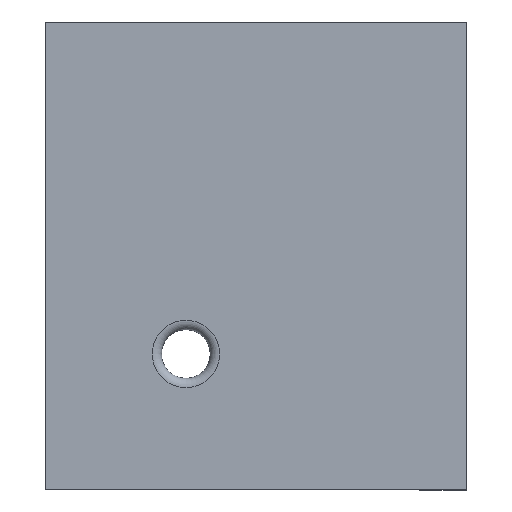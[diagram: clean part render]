
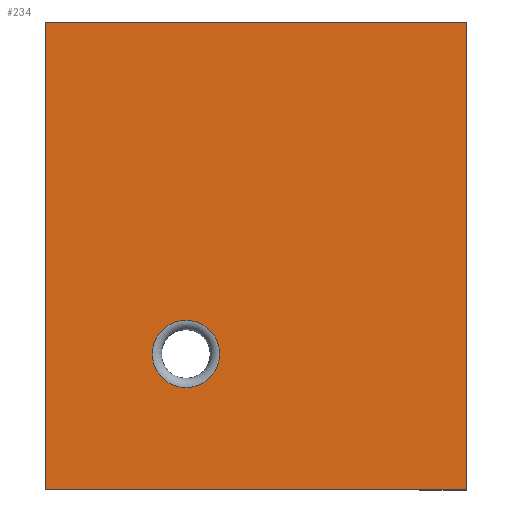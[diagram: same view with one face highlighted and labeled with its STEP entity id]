
A CAD part, top view. The second image highlights one B-rep face of the part: STEP entity #234.
In plain terms, the highlighted planar face has unit normal (0, 0, 1).
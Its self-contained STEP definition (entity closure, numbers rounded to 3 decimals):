
#15=FACE_BOUND('',#94,.T.);
#17=PLANE('',#266);
#28=LINE('',#362,#53);
#29=LINE('',#364,#54);
#30=LINE('',#366,#55);
#31=LINE('',#367,#56);
#53=VECTOR('',#298,10.);
#54=VECTOR('',#299,10.);
#55=VECTOR('',#300,10.);
#56=VECTOR('',#301,10.);
#80=FACE_OUTER_BOUND('',#93,.T.);
#93=EDGE_LOOP('',(#176,#177,#178,#179));
#94=EDGE_LOOP('',(#180));
#106=CIRCLE('',#260,3.6);
#113=VERTEX_POINT('',#348);
#117=VERTEX_POINT('',#360);
#118=VERTEX_POINT('',#361);
#119=VERTEX_POINT('',#363);
#120=VERTEX_POINT('',#365);
#134=EDGE_CURVE('',#113,#113,#106,.T.);
#140=EDGE_CURVE('',#117,#118,#28,.T.);
#141=EDGE_CURVE('',#117,#119,#29,.T.);
#142=EDGE_CURVE('',#119,#120,#30,.T.);
#143=EDGE_CURVE('',#118,#120,#31,.T.);
#176=ORIENTED_EDGE('',*,*,#140,.F.);
#177=ORIENTED_EDGE('',*,*,#141,.T.);
#178=ORIENTED_EDGE('',*,*,#142,.T.);
#179=ORIENTED_EDGE('',*,*,#143,.F.);
#180=ORIENTED_EDGE('',*,*,#134,.F.);
#234=ADVANCED_FACE('',(#80,#15),#17,.T.);
#260=AXIS2_PLACEMENT_3D('',#349,#283,#284);
#266=AXIS2_PLACEMENT_3D('',#359,#296,#297);
#283=DIRECTION('center_axis',(0.,0.,1.));
#284=DIRECTION('ref_axis',(1.,0.,0.));
#296=DIRECTION('center_axis',(0.,0.,1.));
#297=DIRECTION('ref_axis',(1.,0.,0.));
#298=DIRECTION('',(1.,0.,0.));
#299=DIRECTION('',(0.,-1.,0.));
#300=DIRECTION('',(1.,0.,0.));
#301=DIRECTION('',(0.,-1.,0.));
#348=CARTESIAN_POINT('',(3.6,-10.5,10.));
#349=CARTESIAN_POINT('Origin',(0.,-10.5,10.));
#359=CARTESIAN_POINT('Origin',(0.,0.,10.));
#360=CARTESIAN_POINT('',(-15.,25.,10.));
#361=CARTESIAN_POINT('',(30.,25.,10.));
#362=CARTESIAN_POINT('',(15.,25.,10.));
#363=CARTESIAN_POINT('',(-15.,-25.,10.));
#364=CARTESIAN_POINT('',(-15.,25.,10.));
#365=CARTESIAN_POINT('',(30.,-25.,10.));
#366=CARTESIAN_POINT('',(-15.,-25.,10.));
#367=CARTESIAN_POINT('',(30.,-25.,10.));
